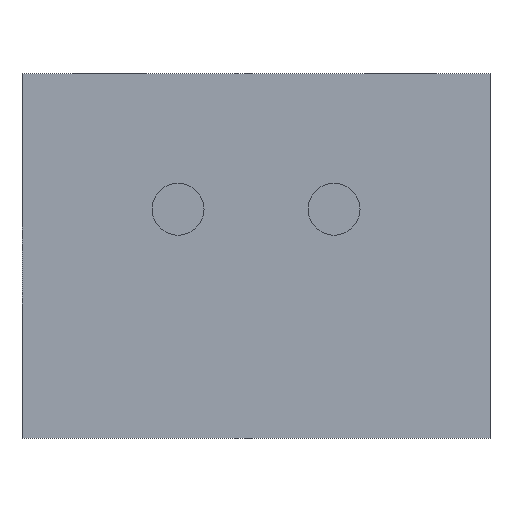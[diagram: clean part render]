
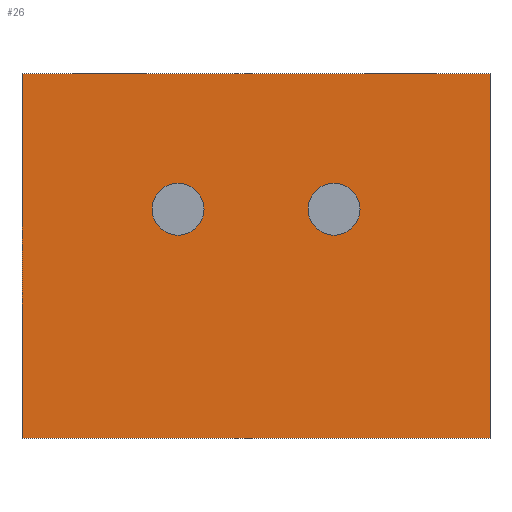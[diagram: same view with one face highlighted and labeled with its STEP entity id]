
A CAD part, front view. The second image highlights one B-rep face of the part: STEP entity #26.
In plain terms, the highlighted planar face has unit normal (0, -1, 0).
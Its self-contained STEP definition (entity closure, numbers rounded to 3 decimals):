
#19 = VERTEX_POINT ( 'NONE', #285 ) ;
#21 = EDGE_CURVE ( 'NONE', #22, #19, #284, .T. ) ;
#22 = VERTEX_POINT ( 'NONE', #280 ) ;
#26 = ADVANCED_FACE ( 'NONE', ( #274, #273, #272 ), #257, .F. ) ;
#27 = EDGE_LOOP ( 'NONE', ( #43, #44 ) ) ;
#43 = ORIENTED_EDGE ( 'NONE', *, *, #220, .T. ) ;
#44 = ORIENTED_EDGE ( 'NONE', *, *, #45, .T. ) ;
#45 = EDGE_CURVE ( 'NONE', #218, #221, #554, .T. ) ;
#46 = EDGE_LOOP ( 'NONE', ( #47, #48 ) ) ;
#47 = ORIENTED_EDGE ( 'NONE', *, *, #195, .T. ) ;
#48 = ORIENTED_EDGE ( 'NONE', *, *, #49, .T. ) ;
#49 = EDGE_CURVE ( 'NONE', #166, #168, #549, .T. ) ;
#50 = EDGE_LOOP ( 'NONE', ( #51, #54, #57, #72 ) ) ;
#51 = ORIENTED_EDGE ( 'NONE', *, *, #52, .T. ) ;
#52 = EDGE_CURVE ( 'NONE', #19, #53, #544, .T. ) ;
#53 = VERTEX_POINT ( 'NONE', #540 ) ;
#54 = ORIENTED_EDGE ( 'NONE', *, *, #55, .F. ) ;
#55 = EDGE_CURVE ( 'NONE', #56, #53, #539, .T. ) ;
#56 = VERTEX_POINT ( 'NONE', #535 ) ;
#57 = ORIENTED_EDGE ( 'NONE', *, *, #71, .F. ) ;
#71 = EDGE_CURVE ( 'NONE', #22, #56, #660, .T. ) ;
#72 = ORIENTED_EDGE ( 'NONE', *, *, #21, .T. ) ;
#166 = VERTEX_POINT ( 'NONE', #851 ) ;
#168 = VERTEX_POINT ( 'NONE', #850 ) ;
#195 = EDGE_CURVE ( 'NONE', #168, #166, #813, .T. ) ;
#218 = VERTEX_POINT ( 'NONE', #1159 ) ;
#220 = EDGE_CURVE ( 'NONE', #221, #218, #1158, .T. ) ;
#221 = VERTEX_POINT ( 'NONE', #1153 ) ;
#252 = DIRECTION ( 'NONE',  ( 0., 0., 1. ) ) ;
#253 = DIRECTION ( 'NONE',  ( 0., 1., 0. ) ) ;
#254 = CARTESIAN_POINT ( 'NONE',  ( 2.25, 0., 0. ) ) ;
#255 = AXIS2_PLACEMENT_3D ( 'NONE', #254, #253, #252 ) ;
#257 = PLANE ( 'NONE',  #255 ) ;
#272 = FACE_OUTER_BOUND ( 'NONE', #50, .T. ) ;
#273 = FACE_BOUND ( 'NONE', #46, .T. ) ;
#274 = FACE_BOUND ( 'NONE', #27, .T. ) ;
#280 = CARTESIAN_POINT ( 'NONE',  ( 2.25, 0., 0. ) ) ;
#281 = DIRECTION ( 'NONE',  ( -1., 0., 0. ) ) ;
#282 = VECTOR ( 'NONE', #281, 1000. ) ;
#283 = CARTESIAN_POINT ( 'NONE',  ( 2.25, 0., 0. ) ) ;
#284 = LINE ( 'NONE', #283, #282 ) ;
#285 = CARTESIAN_POINT ( 'NONE',  ( -2.25, 0., 0. ) ) ;
#535 = CARTESIAN_POINT ( 'NONE',  ( 2.25, 0., -3.5 ) ) ;
#536 = DIRECTION ( 'NONE',  ( -1., 0., 0. ) ) ;
#537 = VECTOR ( 'NONE', #536, 1000. ) ;
#538 = CARTESIAN_POINT ( 'NONE',  ( 2.25, 0., -3.5 ) ) ;
#539 = LINE ( 'NONE', #538, #537 ) ;
#540 = CARTESIAN_POINT ( 'NONE',  ( -2.25, 0., -3.5 ) ) ;
#541 = DIRECTION ( 'NONE',  ( 0., 0., -1. ) ) ;
#542 = VECTOR ( 'NONE', #541, 1000. ) ;
#543 = CARTESIAN_POINT ( 'NONE',  ( -2.25, 0., 0. ) ) ;
#544 = LINE ( 'NONE', #543, #542 ) ;
#545 = DIRECTION ( 'NONE',  ( 0., 0., 1. ) ) ;
#546 = DIRECTION ( 'NONE',  ( 0., 1., 0. ) ) ;
#547 = CARTESIAN_POINT ( 'NONE',  ( -0.75, 0., -1.3 ) ) ;
#548 = AXIS2_PLACEMENT_3D ( 'NONE', #547, #546, #545 ) ;
#549 = CIRCLE ( 'NONE', #548, 0.25 ) ;
#550 = DIRECTION ( 'NONE',  ( 0., 0., 1. ) ) ;
#551 = DIRECTION ( 'NONE',  ( 0., 1., 0. ) ) ;
#552 = CARTESIAN_POINT ( 'NONE',  ( 0.75, 0., -1.3 ) ) ;
#553 = AXIS2_PLACEMENT_3D ( 'NONE', #552, #551, #550 ) ;
#554 = CIRCLE ( 'NONE', #553, 0.25 ) ;
#657 = DIRECTION ( 'NONE',  ( 0., 0., -1. ) ) ;
#658 = VECTOR ( 'NONE', #657, 1000. ) ;
#659 = CARTESIAN_POINT ( 'NONE',  ( 2.25, 0., 0. ) ) ;
#660 = LINE ( 'NONE', #659, #658 ) ;
#809 = DIRECTION ( 'NONE',  ( 0., 0., 1. ) ) ;
#810 = DIRECTION ( 'NONE',  ( 0., 1., 0. ) ) ;
#811 = CARTESIAN_POINT ( 'NONE',  ( -0.75, 0., -1.3 ) ) ;
#812 = AXIS2_PLACEMENT_3D ( 'NONE', #811, #810, #809 ) ;
#813 = CIRCLE ( 'NONE', #812, 0.25 ) ;
#850 = CARTESIAN_POINT ( 'NONE',  ( -0.75, 0., -1.05 ) ) ;
#851 = CARTESIAN_POINT ( 'NONE',  ( -0.75, 0., -1.55 ) ) ;
#1153 = CARTESIAN_POINT ( 'NONE',  ( 0.75, 0., -1.05 ) ) ;
#1154 = DIRECTION ( 'NONE',  ( 0., 0., 1. ) ) ;
#1155 = DIRECTION ( 'NONE',  ( 0., 1., 0. ) ) ;
#1156 = CARTESIAN_POINT ( 'NONE',  ( 0.75, 0., -1.3 ) ) ;
#1157 = AXIS2_PLACEMENT_3D ( 'NONE', #1156, #1155, #1154 ) ;
#1158 = CIRCLE ( 'NONE', #1157, 0.25 ) ;
#1159 = CARTESIAN_POINT ( 'NONE',  ( 0.75, 0., -1.55 ) ) ;
